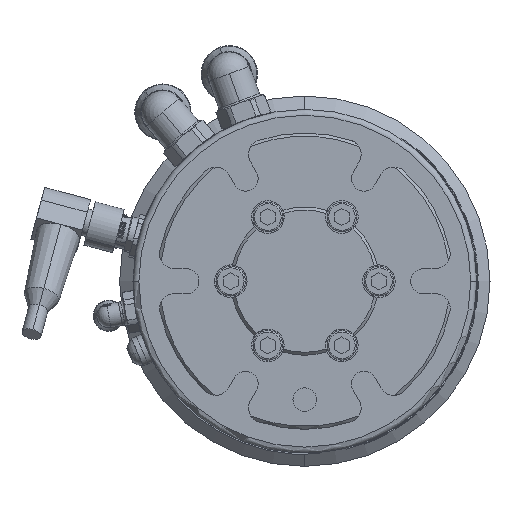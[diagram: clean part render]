
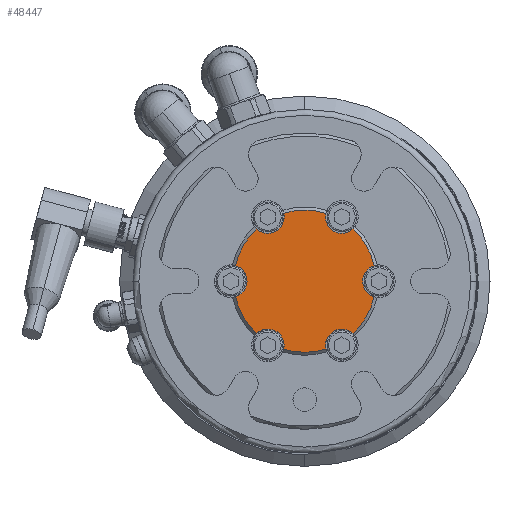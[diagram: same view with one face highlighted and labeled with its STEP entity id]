
A CAD part, front view. The second image highlights one B-rep face of the part: STEP entity #48447.
In plain terms, the highlighted face is planar.
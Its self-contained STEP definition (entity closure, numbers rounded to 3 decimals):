
#45985=CARTESIAN_POINT('',(0.,16.,0.));
#45986=DIRECTION('',(0.,1.,0.));
#45987=DIRECTION('',(0.219,0.,0.976));
#45988=AXIS2_PLACEMENT_3D('',#45985,#45986,#45987);
#46021=CARTESIAN_POINT('',(0.,16.,0.));
#46022=DIRECTION('',(0.,1.,0.));
#46023=DIRECTION('',(0.955,0.,0.298));
#46024=AXIS2_PLACEMENT_3D('',#46021,#46022,#46023);
#46047=CARTESIAN_POINT('',(0.,16.,0.));
#46048=DIRECTION('',(0.,1.,0.));
#46049=DIRECTION('',(0.735,0.,-0.678));
#46050=AXIS2_PLACEMENT_3D('',#46047,#46048,#46049);
#46083=CARTESIAN_POINT('',(0.,16.,0.));
#46084=DIRECTION('',(0.,1.,0.));
#46085=DIRECTION('',(-0.219,0.,-0.976));
#46086=AXIS2_PLACEMENT_3D('',#46083,#46084,#46085);
#46129=CARTESIAN_POINT('',(0.,16.,0.));
#46130=DIRECTION('',(0.,1.,0.));
#46131=DIRECTION('',(-0.955,0.,-0.298));
#46132=AXIS2_PLACEMENT_3D('',#46129,#46130,#46131);
#46147=CARTESIAN_POINT('',(0.,16.,0.));
#46148=DIRECTION('',(0.,1.,0.));
#46149=DIRECTION('',(-0.735,0.,0.678));
#46150=AXIS2_PLACEMENT_3D('',#46147,#46148,#46149);
#46195=CARTESIAN_POINT('',(-21.651,16.,12.5));
#46196=DIRECTION('',(0.,1.,0.));
#46197=DIRECTION('',(1.,0.,0.));
#46198=AXIS2_PLACEMENT_3D('',#46195,#46196,#46197);
#46203=CARTESIAN_POINT('',(-21.651,16.,-12.5));
#46204=DIRECTION('',(0.,1.,0.));
#46205=DIRECTION('',(-0.229,0.,0.973));
#46206=AXIS2_PLACEMENT_3D('',#46203,#46204,#46205);
#46211=CARTESIAN_POINT('',(-21.651,16.,-12.5));
#46212=DIRECTION('',(0.,1.,0.));
#46213=DIRECTION('',(1.,0.,0.));
#46214=AXIS2_PLACEMENT_3D('',#46211,#46212,#46213);
#46219=CARTESIAN_POINT('',(0.,16.,-25.));
#46220=DIRECTION('',(0.,1.,0.));
#46221=DIRECTION('',(-0.958,0.,0.288));
#46222=AXIS2_PLACEMENT_3D('',#46219,#46220,#46221);
#46227=CARTESIAN_POINT('',(21.651,16.,-12.5));
#46228=DIRECTION('',(0.,1.,0.));
#46229=DIRECTION('',(-0.728,0.,-0.685));
#46230=AXIS2_PLACEMENT_3D('',#46227,#46228,#46229);
#46235=CARTESIAN_POINT('',(21.651,16.,-12.5));
#46236=DIRECTION('',(0.,1.,0.));
#46237=DIRECTION('',(-1.,0.,0.));
#46238=AXIS2_PLACEMENT_3D('',#46235,#46236,#46237);
#46243=CARTESIAN_POINT('',(21.651,16.,12.5));
#46244=DIRECTION('',(0.,1.,0.));
#46245=DIRECTION('',(0.229,0.,-0.973));
#46246=AXIS2_PLACEMENT_3D('',#46243,#46244,#46245);
#46251=CARTESIAN_POINT('',(21.651,16.,12.5));
#46252=DIRECTION('',(0.,1.,0.));
#46253=DIRECTION('',(-1.,0.,0.));
#46254=AXIS2_PLACEMENT_3D('',#46251,#46252,#46253);
#46259=CARTESIAN_POINT('',(0.,16.,25.));
#46260=DIRECTION('',(0.,1.,0.));
#46261=DIRECTION('',(0.958,0.,-0.288));
#46262=AXIS2_PLACEMENT_3D('',#46259,#46260,#46261);
#46267=CARTESIAN_POINT('',(-21.651,16.,12.5));
#46268=DIRECTION('',(0.,1.,0.));
#46269=DIRECTION('',(0.728,0.,0.685));
#46270=AXIS2_PLACEMENT_3D('',#46267,#46268,#46269);
#47741=CARTESIAN_POINT('',(5.267,16.,23.415));
#47742=CARTESIAN_POINT('',(-5.267,16.,23.415));
#47743=VERTEX_POINT('',#47741);
#47744=VERTEX_POINT('',#47742);
#47755=CARTESIAN_POINT('',(22.911,16.,7.146));
#47756=CARTESIAN_POINT('',(16.151,16.,12.5));
#47757=VERTEX_POINT('',#47755);
#47758=VERTEX_POINT('',#47756);
#47759=CARTESIAN_POINT('',(17.645,16.,16.269));
#47760=VERTEX_POINT('',#47759);
#47771=CARTESIAN_POINT('',(17.645,16.,-16.269));
#47772=CARTESIAN_POINT('',(16.151,16.,-12.5));
#47773=VERTEX_POINT('',#47771);
#47774=VERTEX_POINT('',#47772);
#47775=CARTESIAN_POINT('',(22.911,16.,-7.146));
#47776=VERTEX_POINT('',#47775);
#47789=CARTESIAN_POINT('',(-5.267,16.,-23.415));
#47790=CARTESIAN_POINT('',(5.267,16.,-23.415));
#47791=VERTEX_POINT('',#47789);
#47792=VERTEX_POINT('',#47790);
#47801=CARTESIAN_POINT('',(-22.911,16.,-7.146));
#47802=CARTESIAN_POINT('',(-16.151,16.,-12.5));
#47803=VERTEX_POINT('',#47801);
#47804=VERTEX_POINT('',#47802);
#47813=CARTESIAN_POINT('',(-16.151,16.,12.5));
#47814=CARTESIAN_POINT('',(-22.911,16.,7.146));
#47815=VERTEX_POINT('',#47813);
#47816=VERTEX_POINT('',#47814);
#47817=CARTESIAN_POINT('',(-17.645,16.,16.269));
#47818=VERTEX_POINT('',#47817);
#47826=CARTESIAN_POINT('',(-17.645,16.,-16.269));
#47827=VERTEX_POINT('',#47826);
#48416=CARTESIAN_POINT('',(0.,16.,0.));
#48417=DIRECTION('',(0.,1.,0.));
#48418=DIRECTION('',(-1.,0.,0.));
#48419=AXIS2_PLACEMENT_3D('',#48416,#48417,#48418);
#48420=PLANE('',#48419);
#48422=ORIENTED_EDGE('',*,*,#48421,.T.);
#48423=ORIENTED_EDGE('',*,*,#48378,.F.);
#48425=ORIENTED_EDGE('',*,*,#48424,.T.);
#48427=ORIENTED_EDGE('',*,*,#48426,.T.);
#48428=ORIENTED_EDGE('',*,*,#48361,.F.);
#48430=ORIENTED_EDGE('',*,*,#48429,.T.);
#48431=ORIENTED_EDGE('',*,*,#48346,.F.);
#48433=ORIENTED_EDGE('',*,*,#48432,.T.);
#48435=ORIENTED_EDGE('',*,*,#48434,.T.);
#48436=ORIENTED_EDGE('',*,*,#48333,.F.);
#48438=ORIENTED_EDGE('',*,*,#48437,.T.);
#48439=ORIENTED_EDGE('',*,*,#48405,.T.);
#48440=ORIENTED_EDGE('',*,*,#48318,.F.);
#48441=ORIENTED_EDGE('',*,*,#48086,.T.);
#48442=ORIENTED_EDGE('',*,*,#48390,.F.);
#48444=ORIENTED_EDGE('',*,*,#48443,.T.);
#48445=EDGE_LOOP('',(#48422,#48423,#48425,#48427,#48428,#48430,#48431,#48433,
#48435,#48436,#48438,#48439,#48440,#48441,#48442,#48444));
#48446=FACE_OUTER_BOUND('',#48445,.F.);
#45989=CIRCLE('',#45988,24.);
#46025=CIRCLE('',#46024,24.);
#46051=CIRCLE('',#46050,24.);
#46087=CIRCLE('',#46086,24.);
#46133=CIRCLE('',#46132,24.);
#46151=CIRCLE('',#46150,24.);
#46199=CIRCLE('',#46198,5.5);
#46207=CIRCLE('',#46206,5.5);
#46215=CIRCLE('',#46214,5.5);
#46223=CIRCLE('',#46222,5.5);
#46231=CIRCLE('',#46230,5.5);
#46239=CIRCLE('',#46238,5.5);
#46247=CIRCLE('',#46246,5.5);
#46255=CIRCLE('',#46254,5.5);
#46263=CIRCLE('',#46262,5.5);
#46271=CIRCLE('',#46270,5.5);
#48086=EDGE_CURVE('',#47743,#47744,#46263,.T.);
#48318=EDGE_CURVE('',#47743,#47760,#45989,.T.);
#48333=EDGE_CURVE('',#47757,#47776,#46025,.T.);
#48346=EDGE_CURVE('',#47773,#47792,#46051,.T.);
#48361=EDGE_CURVE('',#47791,#47827,#46087,.T.);
#48378=EDGE_CURVE('',#47803,#47816,#46133,.T.);
#48390=EDGE_CURVE('',#47818,#47744,#46151,.T.);
#48405=EDGE_CURVE('',#47758,#47760,#46255,.T.);
#48421=EDGE_CURVE('',#47815,#47816,#46199,.T.);
#48424=EDGE_CURVE('',#47803,#47804,#46207,.T.);
#48426=EDGE_CURVE('',#47804,#47827,#46215,.T.);
#48429=EDGE_CURVE('',#47791,#47792,#46223,.T.);
#48432=EDGE_CURVE('',#47773,#47774,#46231,.T.);
#48434=EDGE_CURVE('',#47774,#47776,#46239,.T.);
#48437=EDGE_CURVE('',#47757,#47758,#46247,.T.);
#48443=EDGE_CURVE('',#47818,#47815,#46271,.T.);
#48447=ADVANCED_FACE('',(#48446),#48420,.T.);
